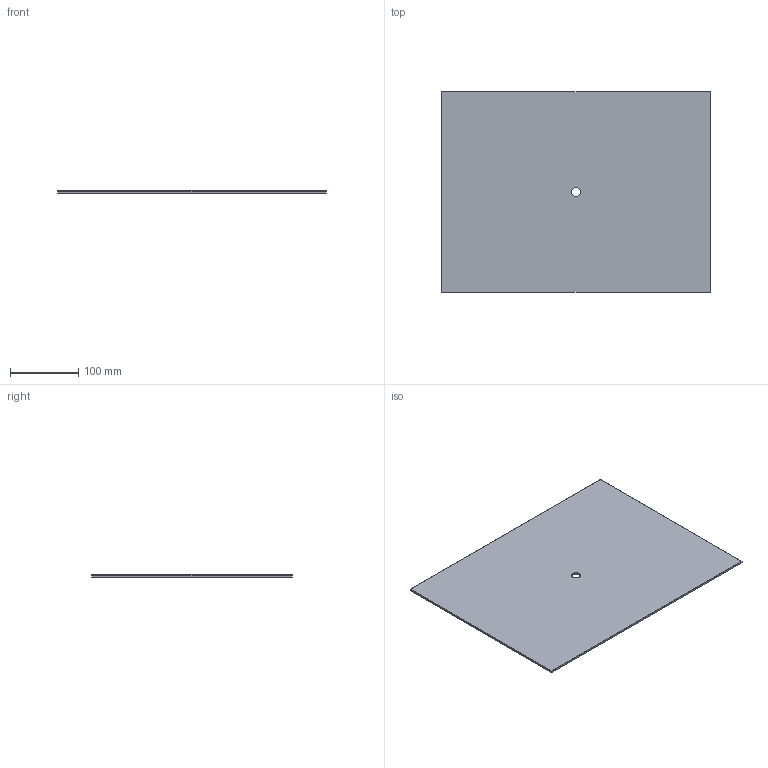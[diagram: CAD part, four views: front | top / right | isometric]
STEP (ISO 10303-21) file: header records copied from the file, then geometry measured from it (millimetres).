
FILE_DESCRIPTION( ( 'STEP Version 203' ), '1' );
FILE_NAME( 'FPCM16_geometry.stp', '07/01/25 08:26:10', ( 'c.obertscheider' ), ( ' ' ), 'PSStep 21.0.47', 'DesignModeler STEP Output', ' ' );
FILE_SCHEMA( ( 'CONFIG_CONTROL_DESIGN' ) );
Length unit declared in the file: metre
Products named in the file (2): fluid; fluid1
Bounding box: 395 x 295 x 3 mm (x, y, z)
Volume: 349176.8 mm3; surface area: 469831.6 mm2
Topology: 2 solids, 2 shells, 14 faces, 30 edges, 20 vertices
Faces by surface type: plane 12, cylinder 2
Full cylindrical faces by diameter (mm): 13 x2
Entity records: 443 total; most frequent: CARTESIAN_POINT 64, DIRECTION 64, ORIENTED_EDGE 56, EDGE_CURVE 28, LINE 24, VECTOR 24, AXIS2_PLACEMENT_3D 20, EDGE_LOOP 20
